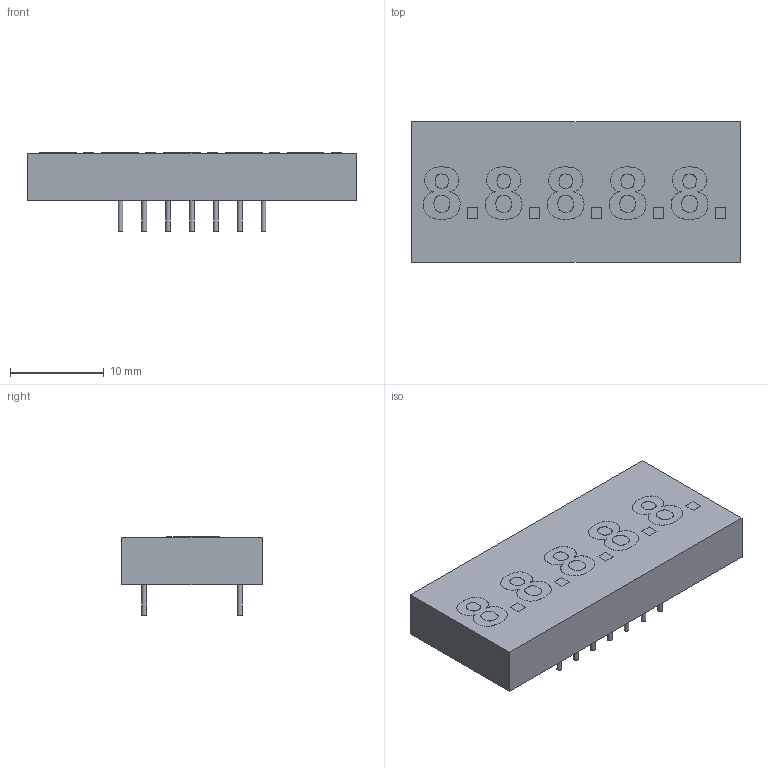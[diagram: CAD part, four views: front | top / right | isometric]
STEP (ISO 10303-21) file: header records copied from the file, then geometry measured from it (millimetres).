
FILE_DESCRIPTION( ( '' ), ' ' );
FILE_NAME( '59ed58d888e34c0bbbb3bd60.step', '2017-10-23T02:50:01', ( '' ), ( '' ), ' ', ' ', ' ' );
FILE_SCHEMA( ( 'AUTOMOTIVE_DESIGN { 1 0 10303 214 1 1 1 1 }' ) );
Length unit declared in the file: metre
Products named in the file (25): Digit; Body; Pins
Bounding box: 35 x 15 x 8.31 mm (x, y, z)
Volume: 2687 mm3; surface area: 1786 mm2
Topology: 25 solids, 25 shells, 243 faces, 579 edges, 386 vertices
Faces by surface type: extrusion 145, plane 84, cylinder 14
Full cylindrical faces by diameter (mm): 0.5 x14
Entity records: 9361 total; most frequent: CARTESIAN_POINT 2089, ORIENTED_EDGE 1130, DIRECTION 694, EDGE_CURVE 565, B_SPLINE_CURVE_WITH_KNOTS 435, VECTOR 392, VERTEX_POINT 386, EDGE_LOOP 277
